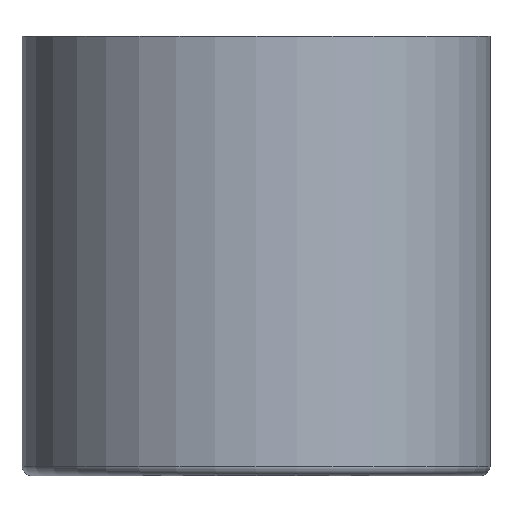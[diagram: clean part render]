
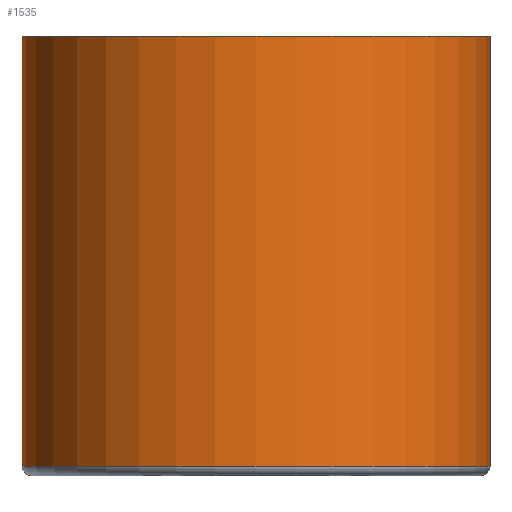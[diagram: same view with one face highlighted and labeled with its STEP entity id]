
A CAD part, front view. The second image highlights one B-rep face of the part: STEP entity #1535.
In plain terms, the highlighted cylindrical face has radius 24.5 mm (diameter 49 mm), a full revolution.
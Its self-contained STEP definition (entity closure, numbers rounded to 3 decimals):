
#29=CIRCLE('',#1650,24.5);
#30=CIRCLE('',#1651,24.5);
#35=CIRCLE('',#1658,24.5);
#182=FACE_OUTER_BOUND('',#277,.T.);
#277=EDGE_LOOP('',(#1320,#1321,#1322,#1323,#1324));
#458=LINE('',#2525,#639);
#639=VECTOR('',#1993,24.5);
#787=VERTEX_POINT('',#2468);
#788=VERTEX_POINT('',#2470);
#813=VERTEX_POINT('',#2523);
#971=EDGE_CURVE('',#787,#788,#29,.T.);
#972=EDGE_CURVE('',#788,#787,#30,.T.);
#997=EDGE_CURVE('',#813,#813,#35,.T.);
#998=EDGE_CURVE('',#813,#788,#458,.T.);
#1320=ORIENTED_EDGE('',*,*,#997,.F.);
#1321=ORIENTED_EDGE('',*,*,#998,.T.);
#1322=ORIENTED_EDGE('',*,*,#971,.F.);
#1323=ORIENTED_EDGE('',*,*,#972,.F.);
#1324=ORIENTED_EDGE('',*,*,#998,.F.);
#1485=CYLINDRICAL_SURFACE('',#1657,24.5);
#1535=ADVANCED_FACE('',(#182),#1485,.T.);
#1650=AXIS2_PLACEMENT_3D('',#2471,#1955,#1956);
#1651=AXIS2_PLACEMENT_3D('',#2472,#1957,#1958);
#1657=AXIS2_PLACEMENT_3D('',#2522,#1989,#1990);
#1658=AXIS2_PLACEMENT_3D('',#2524,#1991,#1992);
#1955=DIRECTION('center_axis',(0.,0.,-1.));
#1956=DIRECTION('ref_axis',(1.,0.,0.));
#1957=DIRECTION('center_axis',(0.,0.,-1.));
#1958=DIRECTION('ref_axis',(1.,0.,0.));
#1989=DIRECTION('center_axis',(0.,0.,1.));
#1990=DIRECTION('ref_axis',(1.,0.,0.));
#1991=DIRECTION('center_axis',(0.,0.,1.));
#1992=DIRECTION('ref_axis',(1.,0.,0.));
#1993=DIRECTION('',(0.,0.,-1.));
#2468=CARTESIAN_POINT('',(24.5,0.,-42.));
#2470=CARTESIAN_POINT('',(-24.5,0.,-42.));
#2471=CARTESIAN_POINT('Origin',(0.,0.,-42.));
#2472=CARTESIAN_POINT('Origin',(0.,0.,-42.));
#2522=CARTESIAN_POINT('Origin',(0.,0.,0.));
#2523=CARTESIAN_POINT('',(-24.5,0.,3.));
#2524=CARTESIAN_POINT('Origin',(0.,0.,3.));
#2525=CARTESIAN_POINT('',(-24.5,0.,0.));
